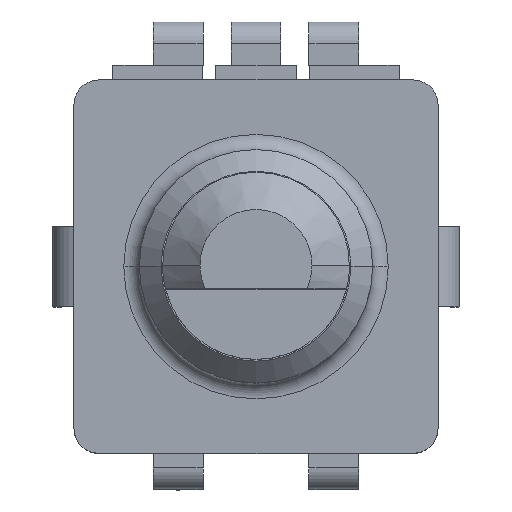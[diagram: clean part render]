
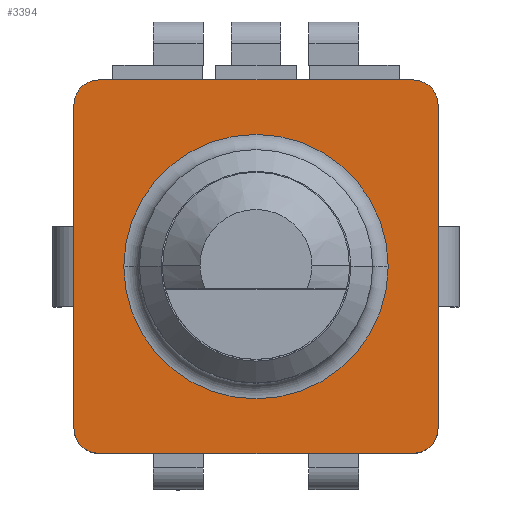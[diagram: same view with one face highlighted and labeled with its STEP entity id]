
A CAD part, top view. The second image highlights one B-rep face of the part: STEP entity #3394.
In plain terms, the highlighted planar face has unit normal (0, 0, 1).
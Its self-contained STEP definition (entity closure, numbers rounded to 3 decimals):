
#171 = EDGE_CURVE ( 'NONE', #1623, #3483, #175, .T. ) ;
#175 = LINE ( 'NONE', #3050, #3652 ) ;
#182 = ORIENTED_EDGE ( 'NONE', *, *, #356, .T. ) ;
#354 = AXIS2_PLACEMENT_3D ( 'NONE', #2833, #5246, #4471 ) ;
#356 = EDGE_CURVE ( 'NONE', #3588, #472, #2790, .T. ) ;
#442 = ORIENTED_EDGE ( 'NONE', *, *, #171, .T. ) ;
#472 = VERTEX_POINT ( 'NONE', #5282 ) ;
#559 = CARTESIAN_POINT ( 'NONE',  ( -5.05, -6., 4.5 ) ) ;
#654 = CIRCLE ( 'NONE', #3237, 0.8 ) ;
#803 = FACE_OUTER_BOUND ( 'NONE', #3605, .T. ) ;
#841 = AXIS2_PLACEMENT_3D ( 'NONE', #961, #3949, #2634 ) ;
#854 = VERTEX_POINT ( 'NONE', #4131 ) ;
#888 = CARTESIAN_POINT ( 'NONE',  ( 5.85, 5.2, 4.5 ) ) ;
#961 = CARTESIAN_POINT ( 'NONE',  ( 5.05, 5.2, 4.5 ) ) ;
#1102 = EDGE_CURVE ( 'NONE', #3036, #1582, #1413, .T. ) ;
#1119 = DIRECTION ( 'NONE',  ( 0., 0., 1. ) ) ;
#1121 = FACE_BOUND ( 'NONE', #5010, .T. ) ;
#1321 = CARTESIAN_POINT ( 'NONE',  ( 0., 0., 4.5 ) ) ;
#1386 = CARTESIAN_POINT ( 'NONE',  ( -5.85, 5.2, 4.5 ) ) ;
#1413 = LINE ( 'NONE', #559, #1496 ) ;
#1496 = VECTOR ( 'NONE', #5014, 1000. ) ;
#1540 = ORIENTED_EDGE ( 'NONE', *, *, #1938, .F. ) ;
#1558 = CIRCLE ( 'NONE', #2491, 0.8 ) ;
#1582 = VERTEX_POINT ( 'NONE', #2650 ) ;
#1623 = VERTEX_POINT ( 'NONE', #2980 ) ;
#1643 = DIRECTION ( 'NONE',  ( 0., 1., 0. ) ) ;
#1667 = LINE ( 'NONE', #4024, #1871 ) ;
#1672 = ORIENTED_EDGE ( 'NONE', *, *, #2096, .T. ) ;
#1743 = CARTESIAN_POINT ( 'NONE',  ( -5.05, -5.2, 4.5 ) ) ;
#1770 = ORIENTED_EDGE ( 'NONE', *, *, #3038, .F. ) ;
#1847 = CARTESIAN_POINT ( 'NONE',  ( -4.25, 0., 4.5 ) ) ;
#1871 = VECTOR ( 'NONE', #1643, 1000. ) ;
#1890 = CARTESIAN_POINT ( 'NONE',  ( 5.05, -5.2, 4.5 ) ) ;
#1938 = EDGE_CURVE ( 'NONE', #3753, #3184, #2834, .T. ) ;
#2080 = PLANE ( 'NONE',  #4478 ) ;
#2096 = EDGE_CURVE ( 'NONE', #3010, #1623, #3964, .T. ) ;
#2201 = DIRECTION ( 'NONE',  ( -1., 0., 0. ) ) ;
#2358 = CARTESIAN_POINT ( 'NONE',  ( 4.25, 0., 4.5 ) ) ;
#2443 = CARTESIAN_POINT ( 'NONE',  ( 0., 0., 4.5 ) ) ;
#2455 = AXIS2_PLACEMENT_3D ( 'NONE', #1321, #5005, #2561 ) ;
#2491 = AXIS2_PLACEMENT_3D ( 'NONE', #1743, #3407, #3380 ) ;
#2561 = DIRECTION ( 'NONE',  ( -1., 0., 0. ) ) ;
#2598 = VECTOR ( 'NONE', #4403, 1000. ) ;
#2634 = DIRECTION ( 'NONE',  ( 1., 0., 0. ) ) ;
#2650 = CARTESIAN_POINT ( 'NONE',  ( 5.05, -6., 4.5 ) ) ;
#2790 = LINE ( 'NONE', #4351, #2598 ) ;
#2833 = CARTESIAN_POINT ( 'NONE',  ( 0., 0., 4.5 ) ) ;
#2834 = CIRCLE ( 'NONE', #354, 4.25 ) ;
#2843 = ORIENTED_EDGE ( 'NONE', *, *, #1102, .T. ) ;
#2931 = EDGE_CURVE ( 'NONE', #3483, #3588, #654, .T. ) ;
#2938 = EDGE_CURVE ( 'NONE', #1582, #854, #3933, .T. ) ;
#2980 = CARTESIAN_POINT ( 'NONE',  ( 5.05, 6., 4.5 ) ) ;
#3010 = VERTEX_POINT ( 'NONE', #888 ) ;
#3036 = VERTEX_POINT ( 'NONE', #4460 ) ;
#3038 = EDGE_CURVE ( 'NONE', #3184, #3753, #4105, .T. ) ;
#3050 = CARTESIAN_POINT ( 'NONE',  ( 5.05, 6., 4.5 ) ) ;
#3184 = VERTEX_POINT ( 'NONE', #1847 ) ;
#3199 = CARTESIAN_POINT ( 'NONE',  ( -5.05, 5.2, 4.5 ) ) ;
#3219 = ORIENTED_EDGE ( 'NONE', *, *, #2938, .T. ) ;
#3237 = AXIS2_PLACEMENT_3D ( 'NONE', #3199, #4805, #4832 ) ;
#3380 = DIRECTION ( 'NONE',  ( -1., 0., 0. ) ) ;
#3394 = ADVANCED_FACE ( 'NONE', ( #803, #1121 ), #2080, .T. ) ;
#3407 = DIRECTION ( 'NONE',  ( 0., 0., 1. ) ) ;
#3483 = VERTEX_POINT ( 'NONE', #4166 ) ;
#3588 = VERTEX_POINT ( 'NONE', #1386 ) ;
#3605 = EDGE_LOOP ( 'NONE', ( #3219, #3828, #1672, #442, #4841, #182, #4029, #2843 ) ) ;
#3652 = VECTOR ( 'NONE', #2201, 1000. ) ;
#3753 = VERTEX_POINT ( 'NONE', #2358 ) ;
#3828 = ORIENTED_EDGE ( 'NONE', *, *, #4638, .T. ) ;
#3933 = CIRCLE ( 'NONE', #4354, 0.8 ) ;
#3949 = DIRECTION ( 'NONE',  ( 0., 0., 1. ) ) ;
#3964 = CIRCLE ( 'NONE', #841, 0.8 ) ;
#4024 = CARTESIAN_POINT ( 'NONE',  ( 5.85, -5.2, 4.5 ) ) ;
#4029 = ORIENTED_EDGE ( 'NONE', *, *, #4740, .T. ) ;
#4105 = CIRCLE ( 'NONE', #2455, 4.25 ) ;
#4131 = CARTESIAN_POINT ( 'NONE',  ( 5.85, -5.2, 4.5 ) ) ;
#4166 = CARTESIAN_POINT ( 'NONE',  ( -5.05, 6., 4.5 ) ) ;
#4334 = DIRECTION ( 'NONE',  ( 0., -1., 0. ) ) ;
#4351 = CARTESIAN_POINT ( 'NONE',  ( -5.85, 5.2, 4.5 ) ) ;
#4354 = AXIS2_PLACEMENT_3D ( 'NONE', #1890, #1119, #4334 ) ;
#4403 = DIRECTION ( 'NONE',  ( 0., -1., 0. ) ) ;
#4414 = DIRECTION ( 'NONE',  ( 1., 0., 0. ) ) ;
#4460 = CARTESIAN_POINT ( 'NONE',  ( -5.05, -6., 4.5 ) ) ;
#4466 = DIRECTION ( 'NONE',  ( 0., 0., 1. ) ) ;
#4471 = DIRECTION ( 'NONE',  ( -1., 0., 0. ) ) ;
#4478 = AXIS2_PLACEMENT_3D ( 'NONE', #2443, #4466, #4414 ) ;
#4638 = EDGE_CURVE ( 'NONE', #854, #3010, #1667, .T. ) ;
#4740 = EDGE_CURVE ( 'NONE', #472, #3036, #1558, .T. ) ;
#4805 = DIRECTION ( 'NONE',  ( 0., 0., 1. ) ) ;
#4832 = DIRECTION ( 'NONE',  ( 0., 1., 0. ) ) ;
#4841 = ORIENTED_EDGE ( 'NONE', *, *, #2931, .T. ) ;
#5005 = DIRECTION ( 'NONE',  ( 0., 0., 1. ) ) ;
#5010 = EDGE_LOOP ( 'NONE', ( #1770, #1540 ) ) ;
#5014 = DIRECTION ( 'NONE',  ( 1., 0., 0. ) ) ;
#5246 = DIRECTION ( 'NONE',  ( 0., 0., 1. ) ) ;
#5282 = CARTESIAN_POINT ( 'NONE',  ( -5.85, -5.2, 4.5 ) ) ;
